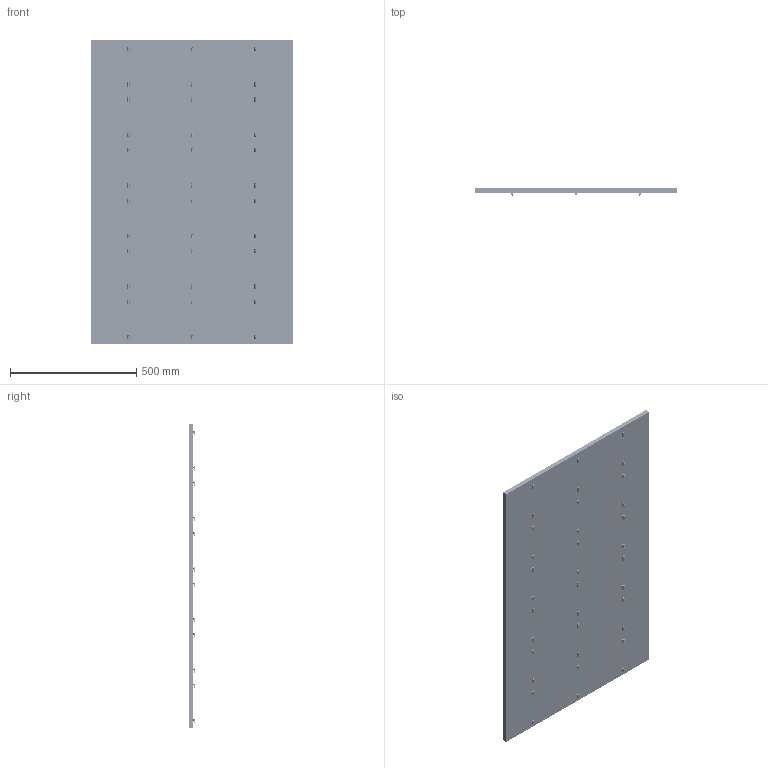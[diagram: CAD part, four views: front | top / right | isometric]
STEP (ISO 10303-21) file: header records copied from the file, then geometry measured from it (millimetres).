
FILE_DESCRIPTION(/* description */ (''),/* implementation_level */ '2;1');
FILE_NAME(/* name */ '29c3e2ee-0de1-4c6d-b668-1c7cb9dd3d27.stp',/* time_stamp */ '2026-02-10T16:21:52Z',/* author */ (''),/* organization */ (''),/* preprocessor_version */ 'ST-DEVELOPER v20.1',/* originating_system */ 'Autodesk Translation Framework v14.24.0.0',/* authorisation */ '');
FILE_SCHEMA (('AUTOMOTIVE_DESIGN { 1 0 10303 214 3 1 1 }'));
Length unit declared in the file: millimetre
Products named in the file (15): SPB-Evo-Pro-M V1.0; Spoilerboard Evo/Pro-S&M; MDF board; Spoilerboard Evo/Pro-S&M_1; MDF board_1; Spoilerboard Evo/Pro-S&M_2; MDF board_2; Spoilerboard Evo/Pro-S&M_3; MDF board_3; Spoilerboard Evo/Pro-S&M_4; MDF board_4; Spoilerboard Evo/Pro-S&M_5; MDF board_5; M6x16 - DIN912; T-slot Nut I-Type M6
Assembly tree (84 placements, depth 4):
  SPB-Evo-Pro-M V1.0
    Spoilerboard Evo/Pro-S&M
      MDF board
        M6x16 - DIN912  x6
        T-slot Nut I-Type M6  x6
    Spoilerboard Evo/Pro-S&M_1
      MDF board_1
        M6x16 - DIN912  x6
        T-slot Nut I-Type M6  x6
    Spoilerboard Evo/Pro-S&M_2
      MDF board_2
        M6x16 - DIN912  x6
        T-slot Nut I-Type M6  x6
    Spoilerboard Evo/Pro-S&M_3
      MDF board_3
        M6x16 - DIN912  x6
        T-slot Nut I-Type M6  x6
    Spoilerboard Evo/Pro-S&M_4
      MDF board_4
        M6x16 - DIN912  x6
        T-slot Nut I-Type M6  x6
    Spoilerboard Evo/Pro-S&M_5
      MDF board_5
        M6x16 - DIN912  x6
        T-slot Nut I-Type M6  x6
Bounding box: 800 x 27.58 x 1200 mm (x, y, z)
Volume: 17252603.7 mm3; surface area: 2213965.7 mm2
Topology: 114 solids, 114 shells, 3816 faces, 10764 edges, 7140 vertices
Faces by surface type: cylinder 2340, plane 972, bspline 324, torus 72, sphere 72, cone 36
Full cylindrical faces by diameter (mm): 4.744 x216, 5.035 x108, 5.884 x360, 6.147 x36, 10 x36
Entity records: 18455 total; most frequent: CARTESIAN_POINT 6053, DIRECTION 2488, ORIENTED_EDGE 2414, EDGE_CURVE 1207, AXIS2_PLACEMENT_3D 873, VERTEX_POINT 805, LINE 742, VECTOR 742
